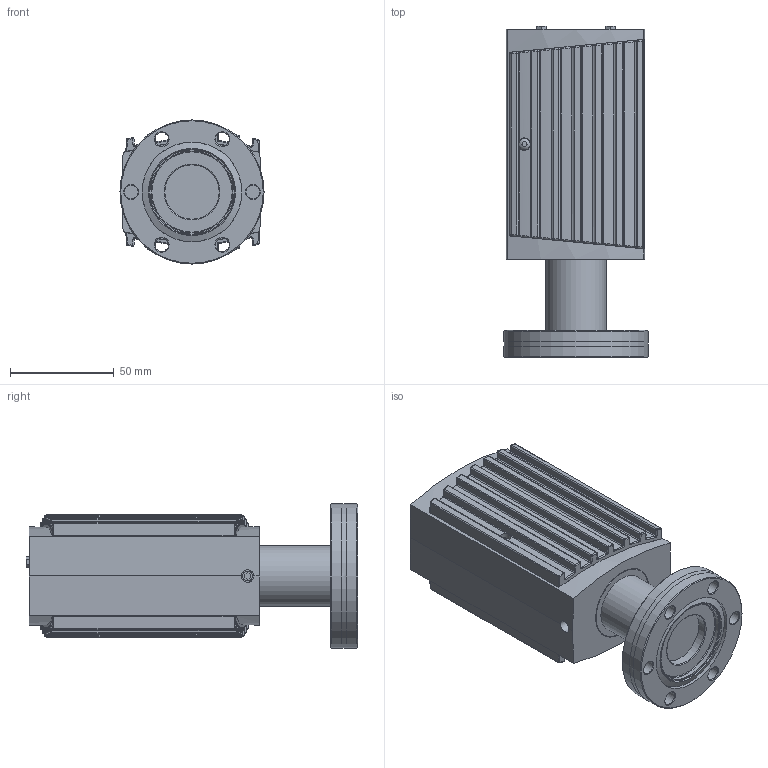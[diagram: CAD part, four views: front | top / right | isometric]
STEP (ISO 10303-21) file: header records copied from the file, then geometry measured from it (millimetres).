
FILE_DESCRIPTION((''),'2;1');
FILE_NAME('353-502.stp','2008-10-21T12:59:26',('gelh'),(''),'Autodesk Inventor 2009','Autodesk Inventor 2009','');
FILE_SCHEMA(('AUTOMOTIVE_DESIGN { 1 0 10303 214 1 1 1 1 }'));
Length unit declared in the file: millimetre
Products named in the file (1): 353-502
Bounding box: 69.5 x 159.7 x 69.5 mm (x, y, z)
Volume: 168248.2 mm3; surface area: 100454.9 mm2
Topology: 3 solids, 3 shells, 770 faces, 1965 edges, 1202 vertices
Faces by surface type: plane 330, cylinder 251, bspline 107, sphere 58, cone 20, torus 4
Full cylindrical faces by diameter (mm): 1.5 x2, 2.3 x4, 2.4 x2, 2.8 x4, 3 x6, 3.2 x6, 4 x1, 4.2 x3, 4.8 x1, 5.6 x2, 6 x3, 6.6 x6, 15 x1, 24.8 x1, 25 x1, 25.6 x1, 26 x1, 26.2 x1, 28.7 x1, 29 x1, 31.95 x2, 32 x1, 39.5 x1, 40 x1, 41 x1, 48.1 x1, 48.2 x1, 69.5 x2
Entity records: 27742 total; most frequent: CARTESIAN_POINT 9350, DIRECTION 3975, ORIENTED_EDGE 3656, EDGE_CURVE 1828, AXIS2_PLACEMENT_3D 1512, VERTEX_POINT 1176, VECTOR 951, LINE 951
